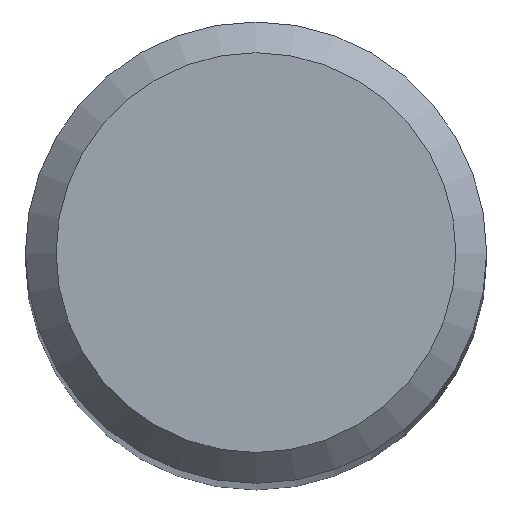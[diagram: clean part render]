
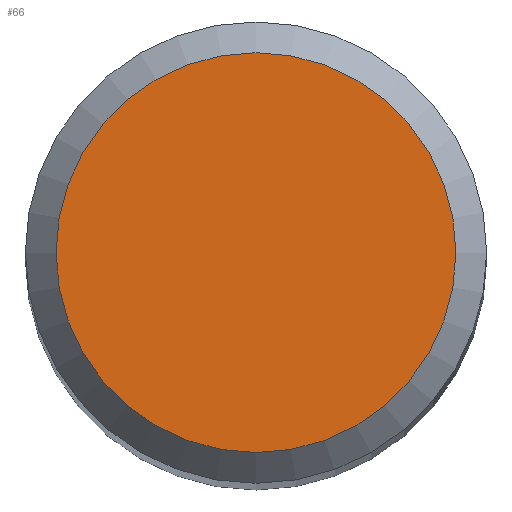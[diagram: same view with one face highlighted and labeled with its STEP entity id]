
A CAD part, top view. The second image highlights one B-rep face of the part: STEP entity #66.
In plain terms, the highlighted planar face has unit normal (0, 0, 1).
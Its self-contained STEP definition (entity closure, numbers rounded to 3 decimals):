
#50=PLANE('',#211);
#54=FACE_OUTER_BOUND('',#100,.T.);
#66=ADVANCED_FACE('',(#54),#50,.T.);
#100=EDGE_LOOP('',(#118));
#118=ORIENTED_EDGE('',*,*,#140,.F.);
#131=VERTEX_POINT('',#307);
#140=EDGE_CURVE('',#131,#131,#149,.T.);
#149=CIRCLE('',#209,1.3);
#209=AXIS2_PLACEMENT_3D('',#306,#246,#247);
#211=AXIS2_PLACEMENT_3D('',#309,#250,#251);
#246=DIRECTION('',(0.,0.,-1.));
#247=DIRECTION('',(-1.,0.,0.));
#250=DIRECTION('',(0.,0.,1.));
#251=DIRECTION('',(1.,0.,0.));
#306=CARTESIAN_POINT('',(0.,0.,0.));
#307=CARTESIAN_POINT('',(-1.3,0.,0.));
#309=CARTESIAN_POINT('',(0.,0.,0.));
